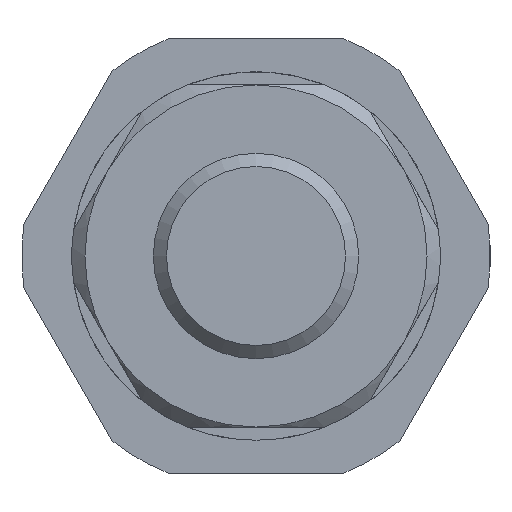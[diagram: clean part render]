
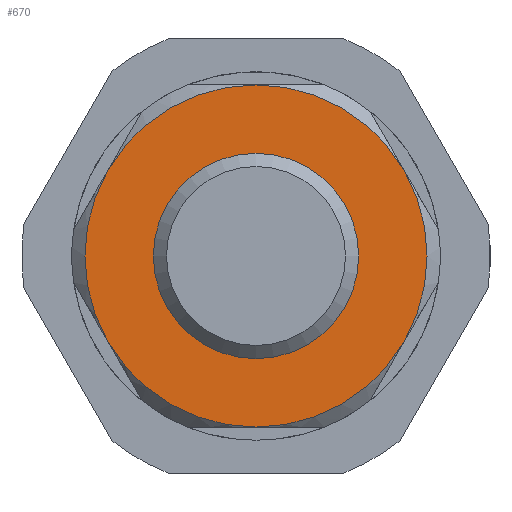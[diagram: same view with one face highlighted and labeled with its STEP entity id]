
A CAD part, front view. The second image highlights one B-rep face of the part: STEP entity #670.
In plain terms, the highlighted planar face has unit normal (0, -1, 0).
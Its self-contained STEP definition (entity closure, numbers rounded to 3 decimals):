
#27=FACE_BOUND('',#143,.T.);
#31=PLANE('',#736);
#103=FACE_OUTER_BOUND('',#142,.T.);
#142=EDGE_LOOP('',(#479,#480,#481,#482,#483,#484));
#143=EDGE_LOOP('',(#485));
#274=CIRCLE('',#734,3.9);
#275=CIRCLE('',#737,6.5);
#276=CIRCLE('',#738,6.5);
#277=CIRCLE('',#739,6.5);
#278=CIRCLE('',#740,6.5);
#279=CIRCLE('',#741,6.5);
#280=CIRCLE('',#742,6.5);
#313=VERTEX_POINT('',#1020);
#314=VERTEX_POINT('',#1025);
#315=VERTEX_POINT('',#1026);
#316=VERTEX_POINT('',#1028);
#317=VERTEX_POINT('',#1030);
#318=VERTEX_POINT('',#1032);
#319=VERTEX_POINT('',#1034);
#376=EDGE_CURVE('',#313,#313,#274,.T.);
#378=EDGE_CURVE('',#314,#315,#275,.T.);
#379=EDGE_CURVE('',#315,#316,#276,.T.);
#380=EDGE_CURVE('',#316,#317,#277,.T.);
#381=EDGE_CURVE('',#317,#318,#278,.T.);
#382=EDGE_CURVE('',#318,#319,#279,.T.);
#383=EDGE_CURVE('',#319,#314,#280,.T.);
#479=ORIENTED_EDGE('',*,*,#378,.T.);
#480=ORIENTED_EDGE('',*,*,#379,.T.);
#481=ORIENTED_EDGE('',*,*,#380,.T.);
#482=ORIENTED_EDGE('',*,*,#381,.T.);
#483=ORIENTED_EDGE('',*,*,#382,.T.);
#484=ORIENTED_EDGE('',*,*,#383,.T.);
#485=ORIENTED_EDGE('',*,*,#376,.T.);
#670=ADVANCED_FACE('',(#103,#27),#31,.T.);
#734=AXIS2_PLACEMENT_3D('',#1021,#820,#821);
#736=AXIS2_PLACEMENT_3D('',#1024,#825,#826);
#737=AXIS2_PLACEMENT_3D('',#1027,#827,#828);
#738=AXIS2_PLACEMENT_3D('',#1029,#829,#830);
#739=AXIS2_PLACEMENT_3D('',#1031,#831,#832);
#740=AXIS2_PLACEMENT_3D('',#1033,#833,#834);
#741=AXIS2_PLACEMENT_3D('',#1035,#835,#836);
#742=AXIS2_PLACEMENT_3D('',#1036,#837,#838);
#820=DIRECTION('center_axis',(0.,1.,0.));
#821=DIRECTION('ref_axis',(-1.,0.,0.));
#825=DIRECTION('center_axis',(0.,-1.,0.));
#826=DIRECTION('ref_axis',(1.,0.,0.));
#827=DIRECTION('center_axis',(0.,-1.,0.));
#828=DIRECTION('ref_axis',(1.,0.,0.));
#829=DIRECTION('center_axis',(0.,-1.,0.));
#830=DIRECTION('ref_axis',(1.,0.,0.));
#831=DIRECTION('center_axis',(0.,-1.,0.));
#832=DIRECTION('ref_axis',(1.,0.,0.));
#833=DIRECTION('center_axis',(0.,-1.,0.));
#834=DIRECTION('ref_axis',(1.,0.,0.));
#835=DIRECTION('center_axis',(0.,-1.,0.));
#836=DIRECTION('ref_axis',(1.,0.,0.));
#837=DIRECTION('center_axis',(0.,-1.,0.));
#838=DIRECTION('ref_axis',(1.,0.,0.));
#1020=CARTESIAN_POINT('',(-14.454,-5.981,0.));
#1021=CARTESIAN_POINT('Origin',(-10.554,-5.981,0.));
#1024=CARTESIAN_POINT('Origin',(-10.554,-5.981,0.));
#1025=CARTESIAN_POINT('',(-10.554,-5.981,-6.5));
#1026=CARTESIAN_POINT('',(-4.925,-5.981,-3.25));
#1027=CARTESIAN_POINT('Origin',(-10.554,-5.981,0.));
#1028=CARTESIAN_POINT('',(-4.925,-5.981,3.25));
#1029=CARTESIAN_POINT('Origin',(-10.554,-5.981,0.));
#1030=CARTESIAN_POINT('',(-10.554,-5.981,6.5));
#1031=CARTESIAN_POINT('Origin',(-10.554,-5.981,0.));
#1032=CARTESIAN_POINT('',(-16.183,-5.981,3.25));
#1033=CARTESIAN_POINT('Origin',(-10.554,-5.981,0.));
#1034=CARTESIAN_POINT('',(-16.183,-5.981,-3.25));
#1035=CARTESIAN_POINT('Origin',(-10.554,-5.981,0.));
#1036=CARTESIAN_POINT('Origin',(-10.554,-5.981,0.));
